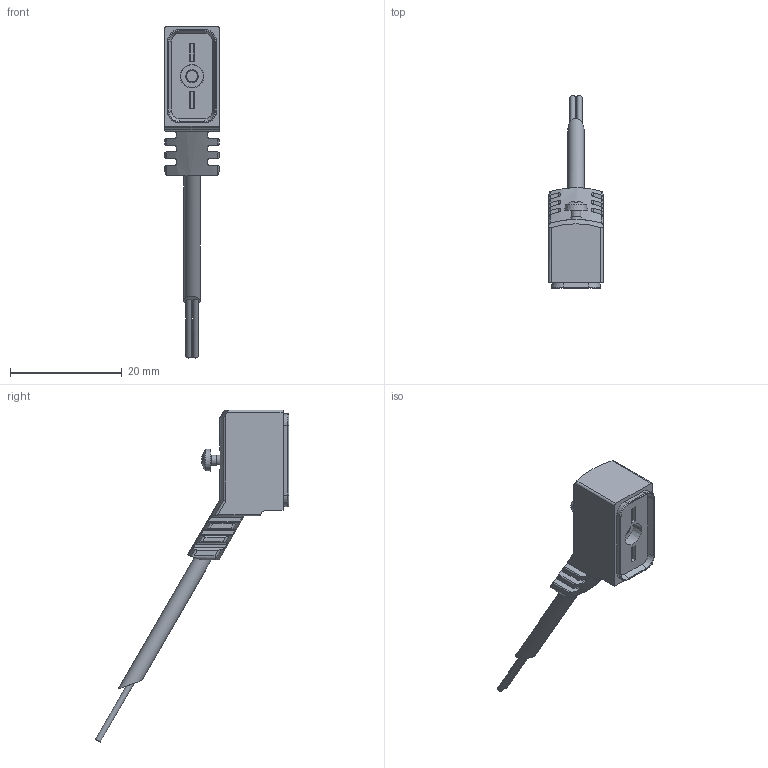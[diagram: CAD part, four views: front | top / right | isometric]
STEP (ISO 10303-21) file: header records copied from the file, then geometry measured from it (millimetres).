
FILE_DESCRIPTION(/* description */ ('STEP AP214'),/* implementation_level */ '2;1');
FILE_NAME(/* name */ '8047679_NEBV-Z4WA2L-R-E-2_5-N-LE2-S1',/* time_stamp */ '2024-09-12T07:27:13+02:00',/* author */ ('License CC BY-ND 4.0'),/* organization */ ('CADENAS'),/* preprocessor_version */ 'ST-DEVELOPER v19.3',/* originating_system */ 'PARTsolutions',/* authorisation */ ' ');
FILE_SCHEMA (('AUTOMOTIVE_DESIGN {1 0 10303 214 3 1 1}'));
Length unit declared in the file: millimetre
Products named in the file (3): 8047679 NEBV-Z4WA2L-R-E-2.5-N-LE2-S1; 8003577 NEBV-Z4WA2L-K-LE2-S1---(P); ISO 7045 M2x11-H
Assembly tree (2 placements, depth 2):
  8047679 NEBV-Z4WA2L-R-E-2.5-N-LE2-S1
    8003577 NEBV-Z4WA2L-K-LE2-S1---(P)
    ISO 7045 M2x11-H
Bounding box: 9.7 x 34.66 x 59.55 mm (x, y, z)
Volume: 2523.9 mm3; surface area: 1993.9 mm2
Topology: 2 solids, 2 shells, 185 faces, 491 edges, 320 vertices
Faces by surface type: plane 94, cylinder 67, cone 14, torus 9, sphere 1
Full cylindrical faces by diameter (mm): 1 x2, 1.754 x1, 2 x1, 2.1 x1, 2.6 x1, 2.9 x1, 3.6 x1, 4 x1
Entity records: 6865 total; most frequent: CARTESIAN_POINT 1193, ORIENTED_EDGE 938, DIRECTION 933, EDGE_CURVE 469, AXIS2_PLACEMENT_3D 342, VERTEX_POINT 314, LINE 249, VECTOR 249
